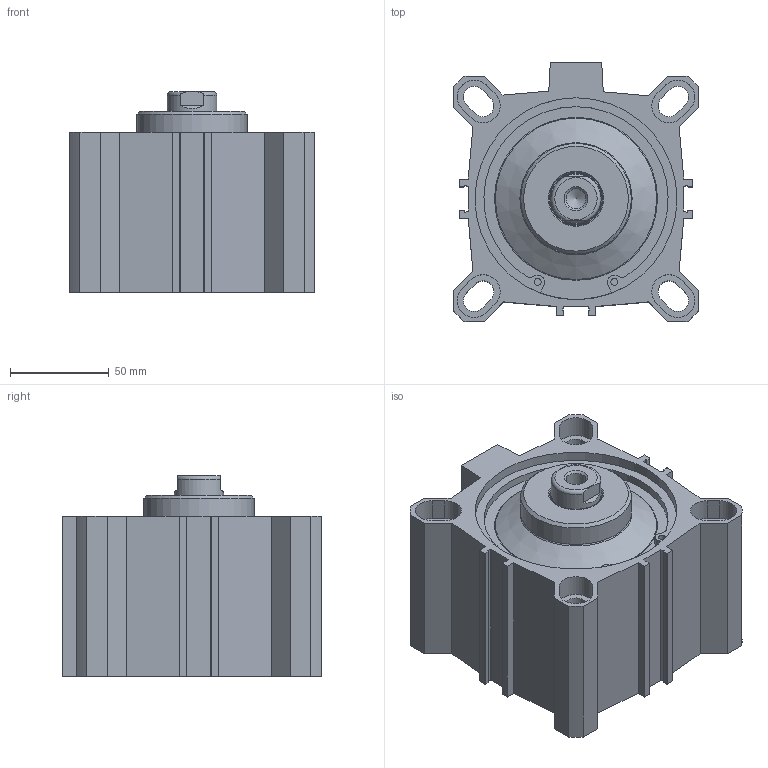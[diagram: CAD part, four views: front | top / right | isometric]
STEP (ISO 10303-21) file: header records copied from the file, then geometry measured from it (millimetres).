
FILE_DESCRIPTION((''),'2;1');
FILE_NAME('FDM100.025.GS.F.stp','2014-06-09T14:25:08',('carlo.corazza'),(''),'Autodesk Inventor 2012','Autodesk Inventor 2012','');
FILE_SCHEMA(('AUTOMOTIVE_DESIGN { 1 0 10303 214 1 1 1 1 }'));
Length unit declared in the file: millimetre
Products named in the file (5): FDM100..GS.F; CORPO-025; STELO-025; TA; TP
Assembly tree (4 placements, depth 2):
  FDM100..GS.F
    CORPO-025
    STELO-025
    TA
    TP
Bounding box: 124 x 131 x 101.5 mm (x, y, z)
Volume: 487968.3 mm3; surface area: 158651.5 mm2
Topology: 4 solids, 4 shells, 258 faces, 648 edges, 419 vertices
Faces by surface type: plane 129, cylinder 91, cone 27, torus 11
Full cylindrical faces by diameter (mm): 3.5 x4, 5.25 x2, 10.106 x2, 11.445 x2, 25 x1, 25.6 x1, 26.9 x1, 28 x1, 29.8 x1, 30 x1, 56 x1, 80 x1, 100 x1, 101.7 x4, 102.2 x2, 106.2 x2
Entity records: 7858 total; most frequent: CARTESIAN_POINT 1383, DIRECTION 1316, ORIENTED_EDGE 1148, EDGE_CURVE 574, AXIS2_PLACEMENT_3D 487, VERTEX_POINT 408, EDGE_LOOP 358, VECTOR 342
